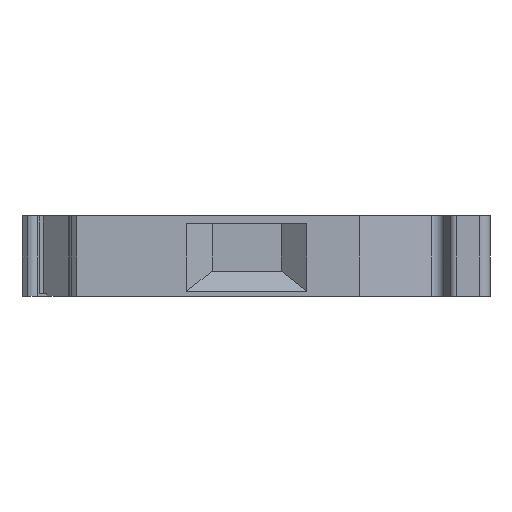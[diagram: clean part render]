
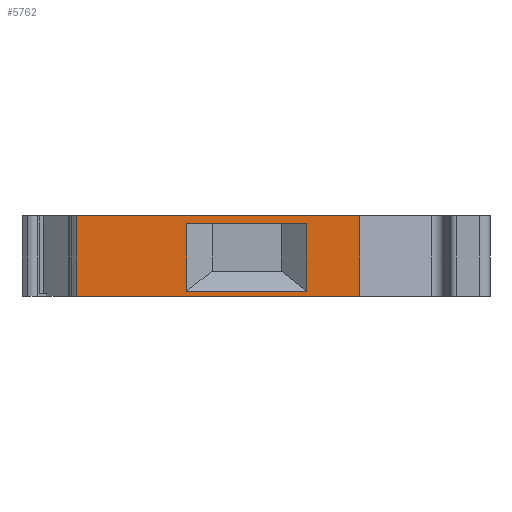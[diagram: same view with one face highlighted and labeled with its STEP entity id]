
A CAD part, left-side view. The second image highlights one B-rep face of the part: STEP entity #5762.
In plain terms, the highlighted planar face has unit normal (-1, 0, 0).
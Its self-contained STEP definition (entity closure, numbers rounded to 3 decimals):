
#903=ORIENTED_EDGE('',*,*,#1555,.T.);
#904=ORIENTED_EDGE('',*,*,#1561,.T.);
#905=ORIENTED_EDGE('',*,*,#1851,.F.);
#906=ORIENTED_EDGE('',*,*,#1852,.F.);
#907=ORIENTED_EDGE('',*,*,#1844,.T.);
#908=ORIENTED_EDGE('',*,*,#1853,.F.);
#909=ORIENTED_EDGE('',*,*,#1854,.F.);
#910=ORIENTED_EDGE('',*,*,#1849,.T.);
#1555=EDGE_CURVE('',#2139,#2137,#2562,.T.);
#1561=EDGE_CURVE('',#2137,#2143,#2568,.T.);
#1844=EDGE_CURVE('',#2326,#2325,#2791,.T.);
#1849=EDGE_CURVE('',#2329,#2326,#2794,.T.);
#1851=EDGE_CURVE('',#2330,#2143,#2796,.T.);
#1852=EDGE_CURVE('',#2139,#2330,#2797,.T.);
#1853=EDGE_CURVE('',#2331,#2325,#2798,.T.);
#1854=EDGE_CURVE('',#2329,#2331,#2799,.T.);
#2137=VERTEX_POINT('',#7612);
#2139=VERTEX_POINT('',#7615);
#2143=VERTEX_POINT('',#7625);
#2325=VERTEX_POINT('',#8186);
#2326=VERTEX_POINT('',#8188);
#2329=VERTEX_POINT('',#8198);
#2330=VERTEX_POINT('',#8202);
#2331=VERTEX_POINT('',#8205);
#2562=LINE('',#7614,#3018);
#2568=LINE('',#7627,#3024);
#2791=LINE('',#8187,#3247);
#2794=LINE('',#8197,#3250);
#2796=LINE('',#8201,#3252);
#2797=LINE('',#8203,#3253);
#2798=LINE('',#8204,#3254);
#2799=LINE('',#8206,#3255);
#3018=VECTOR('',#6402,1000.);
#3024=VECTOR('',#6410,1000.);
#3247=VECTOR('',#6945,1000.);
#3250=VECTOR('',#6956,1000.);
#3252=VECTOR('',#6960,1000.);
#3253=VECTOR('',#6961,1000.);
#3254=VECTOR('',#6962,1000.);
#3255=VECTOR('',#6963,1000.);
#3512=EDGE_LOOP('',(#903,#904,#905,#906));
#3513=EDGE_LOOP('',(#907,#908,#909,#910));
#3765=FACE_BOUND('',#3512,.T.);
#3766=FACE_BOUND('',#3513,.T.);
#3984=PLANE('',#6067);
#5762=ADVANCED_FACE('',(#3765,#3766),#3984,.F.);
#6067=AXIS2_PLACEMENT_3D('',#8200,#6958,#6959);
#6402=DIRECTION('',(0.,1.,0.));
#6410=DIRECTION('',(0.,0.,1.));
#6945=DIRECTION('',(0.,-1.,0.));
#6956=DIRECTION('',(0.,0.,-1.));
#6958=DIRECTION('',(1.,0.,0.));
#6959=DIRECTION('',(0.,1.,0.));
#6960=DIRECTION('',(0.,1.,0.));
#6961=DIRECTION('',(0.,0.,1.));
#6962=DIRECTION('',(0.,0.,-1.));
#6963=DIRECTION('',(0.,-1.,0.));
#7612=CARTESIAN_POINT('',(-118.839,-21.817,38.202));
#7614=CARTESIAN_POINT('',(-118.839,-21.817,38.202));
#7615=CARTESIAN_POINT('',(-118.839,-33.817,38.202));
#7625=CARTESIAN_POINT('',(-118.839,-21.817,44.902));
#7627=CARTESIAN_POINT('',(-118.839,-21.817,38.202));
#8186=CARTESIAN_POINT('',(-118.839,-39.1,37.702));
#8187=CARTESIAN_POINT('',(-118.839,-10.817,37.702));
#8188=CARTESIAN_POINT('',(-118.839,-10.817,37.702));
#8197=CARTESIAN_POINT('',(-118.839,-10.817,45.702));
#8198=CARTESIAN_POINT('',(-118.839,-10.817,45.702));
#8200=CARTESIAN_POINT('',(-118.839,-10.817,45.702));
#8201=CARTESIAN_POINT('',(-118.839,-33.817,44.902));
#8202=CARTESIAN_POINT('',(-118.839,-33.817,44.902));
#8203=CARTESIAN_POINT('',(-118.839,-33.817,38.202));
#8204=CARTESIAN_POINT('',(-118.839,-39.1,45.702));
#8205=CARTESIAN_POINT('',(-118.839,-39.1,45.702));
#8206=CARTESIAN_POINT('',(-118.839,-10.817,45.702));
